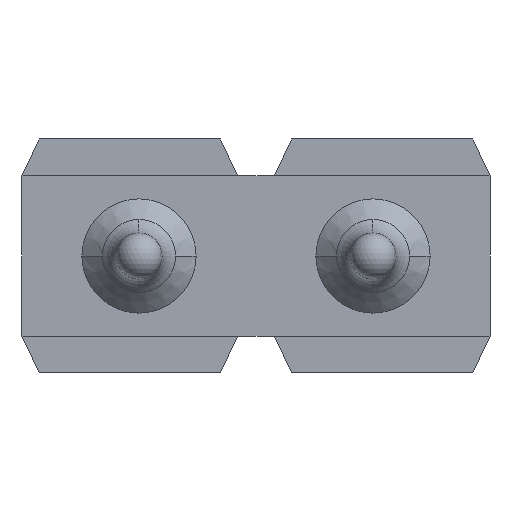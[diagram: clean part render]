
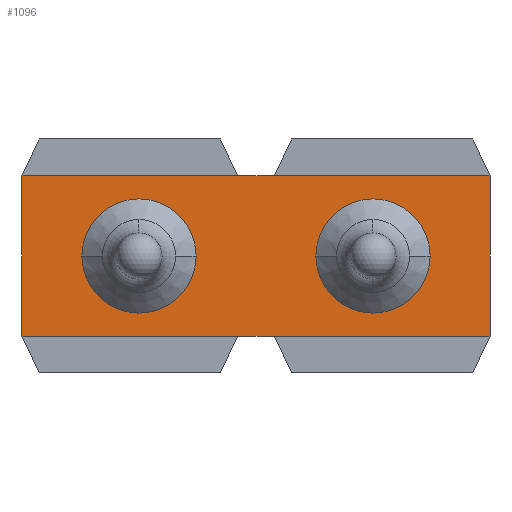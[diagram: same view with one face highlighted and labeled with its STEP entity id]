
A CAD part, front view. The second image highlights one B-rep face of the part: STEP entity #1096.
In plain terms, the highlighted planar face has unit normal (0, -1, 0).
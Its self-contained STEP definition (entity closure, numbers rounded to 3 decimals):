
#482=VERTEX_POINT('',#1356);
#504=VERTEX_POINT('',#1380);
#526=VERTEX_POINT('',#1403);
#610=VERTEX_POINT('',#1494);
#654=VERTEX_POINT('',#1544);
#670=VERTEX_POINT('',#1562);
#688=EDGE_CURVE('',#670,#1200,#1582,.T.);
#712=EDGE_CURVE('',#504,#610,#1608,.T.);
#730=EDGE_CURVE('',#526,#1026,#1630,.T.);
#818=EDGE_CURVE('',#1168,#654,#1726,.T.);
#862=EDGE_CURVE('',#504,#974,#1776,.T.);
#872=EDGE_CURVE('',#654,#1168,#1786,.T.);
#880=VERTEX_POINT('',#1795);
#944=EDGE_CURVE('',#526,#610,#1867,.T.);
#974=VERTEX_POINT('',#1902);
#986=EDGE_CURVE('',#482,#974,#1916,.T.);
#1026=VERTEX_POINT('',#1957);
#1054=VERTEX_POINT('',#1986);
#1064=EDGE_CURVE('',#482,#1200,#1997,.T.);
#1096=ADVANCED_FACE('',(#2031,#2032,#2033),#2034,.T.);
#1168=VERTEX_POINT('',#2114);
#1200=VERTEX_POINT('',#2152);
#1220=EDGE_CURVE('',#1054,#880,#2174,.T.);
#1284=EDGE_CURVE('',#880,#1054,#2251,.T.);
#1294=EDGE_CURVE('',#670,#1026,#2262,.T.);
#1356=CARTESIAN_POINT('',(0.2,0.3,-0.87));
#1380=CARTESIAN_POINT('',(2.54,0.3,0.87));
#1403=CARTESIAN_POINT('',(-0.2,0.3,0.87));
#1494=CARTESIAN_POINT('',(0.2,0.3,0.87));
#1544=CARTESIAN_POINT('',(1.89,0.3,0.));
#1562=CARTESIAN_POINT('',(-2.54,0.3,-0.87));
#1582=LINE('',#2628,#2629);
#1608=LINE('',#2663,#2664);
#1630=LINE('',#2692,#2693);
#1726=CIRCLE('',#2822,0.62);
#1776=LINE('',#2891,#2892);
#1786=CIRCLE('',#2904,0.62);
#1795=CARTESIAN_POINT('',(-1.89,0.3,0.));
#1867=LINE('',#3016,#3017);
#1902=CARTESIAN_POINT('',(2.54,0.3,-0.87));
#1916=LINE('',#3076,#3077);
#1957=CARTESIAN_POINT('',(-2.54,0.3,0.87));
#1986=CARTESIAN_POINT('',(-0.65,0.3,0.));
#1997=LINE('',#3193,#3194);
#2031=FACE_OUTER_BOUND('',#3243,.T.);
#2032=FACE_BOUND('',#3244,.T.);
#2033=FACE_BOUND('',#3245,.T.);
#2034=PLANE('',#3246);
#2114=CARTESIAN_POINT('',(0.65,0.3,0.));
#2152=CARTESIAN_POINT('',(-0.2,0.3,-0.87));
#2174=CIRCLE('',#3428,0.62);
#2251=CIRCLE('',#3530,0.62);
#2262=LINE('',#3545,#3546);
#2628=CARTESIAN_POINT('',(0.0,0.3,-0.87));
#2629=VECTOR('',#3858,1.0);
#2663=CARTESIAN_POINT('',(0.0,0.3,0.87));
#2664=VECTOR('',#3881,1.0);
#2692=CARTESIAN_POINT('',(0.0,0.3,0.87));
#2693=VECTOR('',#3921,1.0);
#2822=AXIS2_PLACEMENT_3D('',#4030,#4031,#4032);
#2891=CARTESIAN_POINT('',(2.54,0.3,-0.435));
#2892=VECTOR('',#4100,1.0);
#2904=AXIS2_PLACEMENT_3D('',#4104,#4105,#4106);
#3016=CARTESIAN_POINT('',(0.1,0.3,0.87));
#3017=VECTOR('',#4196,1.0);
#3076=CARTESIAN_POINT('',(0.0,0.3,-0.87));
#3077=VECTOR('',#4266,1.0);
#3193=CARTESIAN_POINT('',(-0.146,0.3,-0.87));
#3194=VECTOR('',#4330,1.0);
#3243=EDGE_LOOP('',(#4367,#4368,#4369,#4370,#4371,#4372,#4373,#4374));
#3244=EDGE_LOOP('',(#4375,#4376));
#3245=EDGE_LOOP('',(#4377,#4378));
#3246=AXIS2_PLACEMENT_3D('',#4379,#4380,#4381);
#3428=AXIS2_PLACEMENT_3D('',#4545,#4546,#4547);
#3530=AXIS2_PLACEMENT_3D('',#4693,#4694,#4695);
#3545=CARTESIAN_POINT('',(-2.54,0.3,0.435));
#3546=VECTOR('',#4713,1.0);
#3858=DIRECTION('',(1.0,0.0,0.0));
#3881=DIRECTION('',(-1.0,0.0,0.0));
#3921=DIRECTION('',(-1.0,0.0,0.0));
#4030=CARTESIAN_POINT('',(1.27,0.3,0.0));
#4031=DIRECTION('',(-0.0,1.0,0.0));
#4032=DIRECTION('',(1.0,0.0,0.0));
#4100=DIRECTION('',(0.0,0.0,-1.0));
#4104=CARTESIAN_POINT('',(1.27,0.3,0.0));
#4105=DIRECTION('',(-0.0,1.0,0.0));
#4106=DIRECTION('',(1.0,0.0,0.0));
#4196=DIRECTION('',(1.0,0.0,0.0));
#4266=DIRECTION('',(1.0,0.0,0.0));
#4330=DIRECTION('',(-1.0,0.0,0.));
#4367=ORIENTED_EDGE('',*,*,#862,.F.);
#4368=ORIENTED_EDGE('',*,*,#712,.T.);
#4369=ORIENTED_EDGE('',*,*,#944,.F.);
#4370=ORIENTED_EDGE('',*,*,#730,.T.);
#4371=ORIENTED_EDGE('',*,*,#1294,.F.);
#4372=ORIENTED_EDGE('',*,*,#688,.T.);
#4373=ORIENTED_EDGE('',*,*,#1064,.F.);
#4374=ORIENTED_EDGE('',*,*,#986,.T.);
#4375=ORIENTED_EDGE('',*,*,#818,.T.);
#4376=ORIENTED_EDGE('',*,*,#872,.T.);
#4377=ORIENTED_EDGE('',*,*,#1284,.T.);
#4378=ORIENTED_EDGE('',*,*,#1220,.T.);
#4379=CARTESIAN_POINT('',(0.0,0.3,0.0));
#4380=DIRECTION('',(0.0,-1.0,0.0));
#4381=DIRECTION('',(0.0,0.0,-1.0));
#4545=CARTESIAN_POINT('',(-1.27,0.3,0.0));
#4546=DIRECTION('',(-0.0,1.0,0.0));
#4547=DIRECTION('',(1.0,0.0,0.0));
#4693=CARTESIAN_POINT('',(-1.27,0.3,0.0));
#4694=DIRECTION('',(-0.0,1.0,0.0));
#4695=DIRECTION('',(1.0,0.0,0.0));
#4713=DIRECTION('',(0.0,0.0,1.0));
